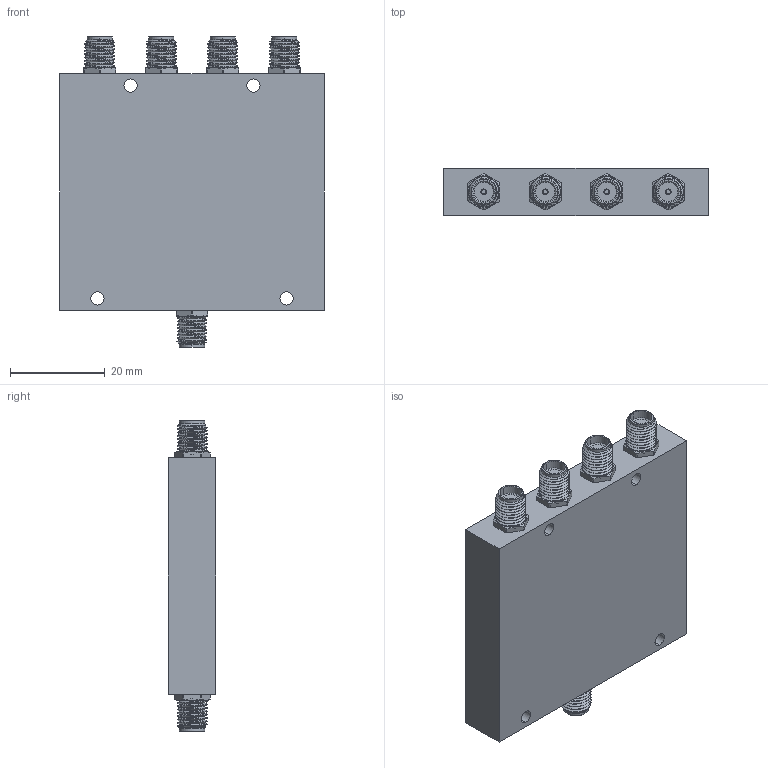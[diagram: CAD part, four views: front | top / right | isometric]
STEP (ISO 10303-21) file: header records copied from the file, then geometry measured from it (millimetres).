
FILE_DESCRIPTION (( 'STEP AP214' ), '1' );
FILE_NAME ('FMDV0020_3D.step', '2023-05-17T15:07:42', ( '' ), ( '' ), 'SwSTEP 2.0', 'SolidWorks 2022', '' );
FILE_SCHEMA (( 'AUTOMOTIVE_DESIGN' ));
Length unit declared in the file: inch
Products named in the file (1): FMDV0020_3D
Bounding box: 56 x 10.04 x 65.75 mm (x, y, z)
Volume: 28732.7 mm3; surface area: 9451.2 mm2
Topology: 1 solids, 1 shells, 329 faces, 828 edges, 532 vertices
Faces by surface type: cylinder 163, plane 76, cone 60, bspline 20, torus 10
Entity records: 17739 total; most frequent: CARTESIAN_POINT 10400, ORIENTED_EDGE 1656, DIRECTION 1414, EDGE_CURVE 828, AXIS2_PLACEMENT_3D 571, VERTEX_POINT 532, EDGE_LOOP 368, ADVANCED_FACE 329
